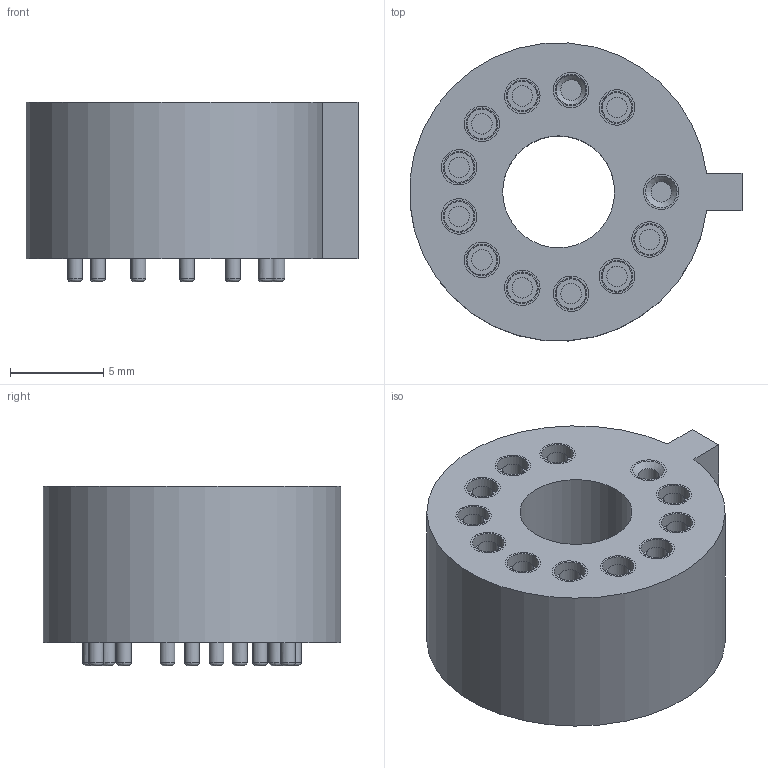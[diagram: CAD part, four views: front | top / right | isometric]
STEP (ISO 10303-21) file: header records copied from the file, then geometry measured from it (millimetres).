
FILE_DESCRIPTION(/* description */ (''),/* implementation_level */ '2;1');
FILE_NAME(/* name */ 'nixie_socket_board.step',/* time_stamp */ '2018-08-19T07:52:45-05:00',/* author */ ('bmboucher'),/* organization */ (''),/* preprocessor_version */ 'ST-DEVELOPER v17',/* originating_system */ 'Autodesk Translation Framework v7.1.0.215',/* authorisation */ '');
FILE_SCHEMA (('AUTOMOTIVE_DESIGN { 1 0 10303 214 3 1 1 }'));
Length unit declared in the file: millimetre
Products named in the file (1): nixie_socket_board
Bounding box: 17.8 x 15.96 x 9.64 mm (x, y, z)
Volume: 1476.2 mm3; surface area: 1857.9 mm2
Topology: 13 solids, 13 shells, 199 faces, 530 edges, 393 vertices
Faces by surface type: cylinder 86, plane 65, cone 36, bspline 12
Full cylindrical faces by diameter (mm): 0.8 x24, 1.1 x12, 1.6 x24, 1.9 x24, 6 x1
Entity records: 6966 total; most frequent: CARTESIAN_POINT 1435, DIRECTION 1305, ORIENTED_EDGE 1060, AXIS2_PLACEMENT_3D 587, EDGE_CURVE 530, CIRCLE 399, VERTEX_POINT 393, EDGE_LOOP 261
